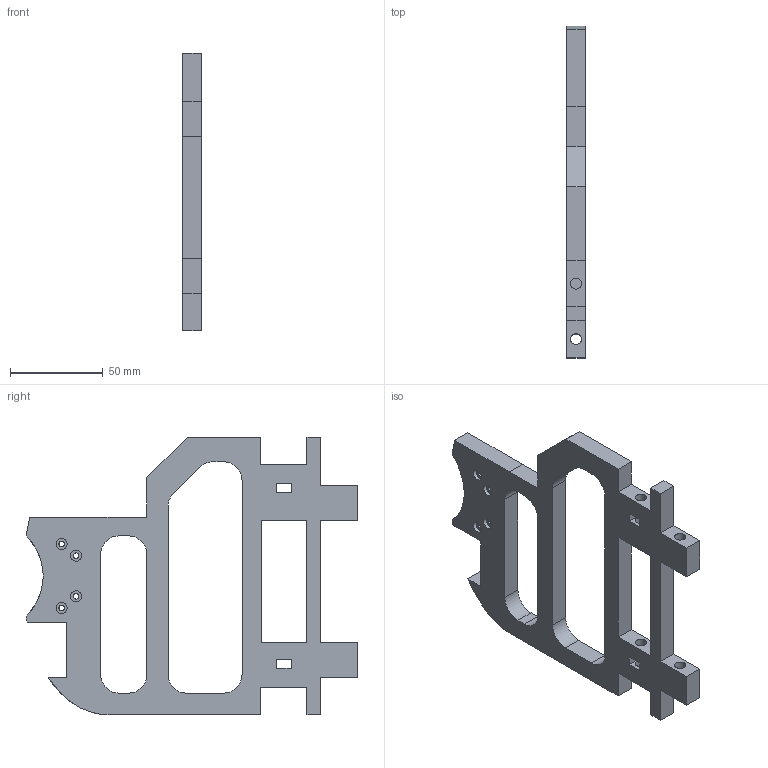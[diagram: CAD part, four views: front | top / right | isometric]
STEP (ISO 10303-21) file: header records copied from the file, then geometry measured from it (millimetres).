
FILE_DESCRIPTION(/* description */ (''),/* implementation_level */ '2;1');
FILE_NAME(/* name */ '23ccee38-5c9f-4b43-b116-81966e15ddc5.stp',/* time_stamp */ '2019-03-12T20:59:00+01:00',/* author */ (''),/* organization */ (''),/* preprocessor_version */ 'ST-DEVELOPER v17.2',/* originating_system */ 'Autodesk Translation Framework v7.6.0.251',/* authorisation */ '');
FILE_SCHEMA (('AUTOMOTIVE_DESIGN { 1 0 10303 214 3 1 1 }'));
Length unit declared in the file: millimetre
Products named in the file (1): InnerVerticalRight
Bounding box: 10 x 179.27 x 150 mm (x, y, z)
Volume: 103844.1 mm3; surface area: 38728.4 mm2
Topology: 1 solids, 1 shells, 94 faces, 266 edges, 179 vertices
Faces by surface type: plane 60, cylinder 29, bspline 3, torus 2
Full cylindrical faces by diameter (mm): 3 x4, 6 x10
Entity records: 3271 total; most frequent: CARTESIAN_POINT 675, ORIENTED_EDGE 532, DIRECTION 515, EDGE_CURVE 266, LINE 189, VECTOR 189, VERTEX_POINT 179, AXIS2_PLACEMENT_3D 163
